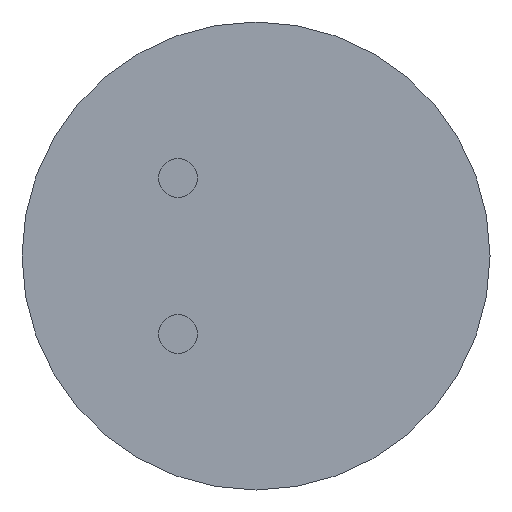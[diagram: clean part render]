
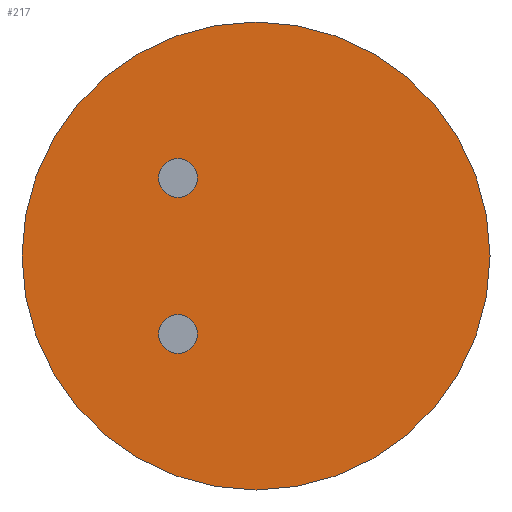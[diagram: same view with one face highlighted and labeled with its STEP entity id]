
A CAD part, front view. The second image highlights one B-rep face of the part: STEP entity #217.
In plain terms, the highlighted planar face has unit normal (0, -1, 0).
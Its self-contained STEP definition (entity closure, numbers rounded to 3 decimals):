
#32 = CIRCLE ( 'NONE', #548, 3. ) ;
#37 = CIRCLE ( 'NONE', #556, 0.25 ) ;
#41 = CIRCLE ( 'NONE', #558, 3. ) ;
#46 = CIRCLE ( 'NONE', #557, 0.25 ) ;
#51 = DIRECTION ( 'NONE',  ( 0., 0., 1. ) ) ;
#52 = CARTESIAN_POINT ( 'NONE',  ( -1., 0., -1. ) ) ;
#55 = DIRECTION ( 'NONE',  ( 0., -1., 0. ) ) ;
#61 = CARTESIAN_POINT ( 'NONE',  ( -1., 0., 1. ) ) ;
#66 = DIRECTION ( 'NONE',  ( 0., 0., 1. ) ) ;
#80 = CARTESIAN_POINT ( 'NONE',  ( -1., 0., -1.25 ) ) ;
#81 = CARTESIAN_POINT ( 'NONE',  ( 0., 0., 3. ) ) ;
#89 = VERTEX_POINT ( 'NONE', #162 ) ;
#90 = VERTEX_POINT ( 'NONE', #80 ) ;
#97 = CARTESIAN_POINT ( 'NONE',  ( -1., 0., -0.75 ) ) ;
#102 = CARTESIAN_POINT ( 'NONE',  ( 0., 0., -3. ) ) ;
#121 = VERTEX_POINT ( 'NONE', #97 ) ;
#122 = VERTEX_POINT ( 'NONE', #81 ) ;
#123 = VERTEX_POINT ( 'NONE', #152 ) ;
#144 = DIRECTION ( 'NONE',  ( 0., 0., 1. ) ) ;
#145 = PLANE ( 'NONE',  #527 ) ;
#152 = CARTESIAN_POINT ( 'NONE',  ( -1., 0., 1.25 ) ) ;
#159 = VERTEX_POINT ( 'NONE', #102 ) ;
#162 = CARTESIAN_POINT ( 'NONE',  ( -1., 0., 0.75 ) ) ;
#163 = DIRECTION ( 'NONE',  ( 0., -1., 0. ) ) ;
#168 = DIRECTION ( 'NONE',  ( 0., 1., 0. ) ) ;
#182 = CARTESIAN_POINT ( 'NONE',  ( 0., 0., 0. ) ) ;
#217 = ADVANCED_FACE ( 'NONE', ( #289, #283, #279 ), #145, .F. ) ;
#230 = EDGE_LOOP ( 'NONE', ( #342, #281 ) ) ;
#233 = EDGE_LOOP ( 'NONE', ( #329, #341 ) ) ;
#243 = EDGE_LOOP ( 'NONE', ( #343, #330 ) ) ;
#279 = FACE_BOUND ( 'NONE', #243, .T. ) ;
#281 = ORIENTED_EDGE ( 'NONE', *, *, #500, .F. ) ;
#283 = FACE_OUTER_BOUND ( 'NONE', #230, .T. ) ;
#289 = FACE_BOUND ( 'NONE', #233, .T. ) ;
#329 = ORIENTED_EDGE ( 'NONE', *, *, #505, .F. ) ;
#330 = ORIENTED_EDGE ( 'NONE', *, *, #487, .F. ) ;
#341 = ORIENTED_EDGE ( 'NONE', *, *, #485, .F. ) ;
#342 = ORIENTED_EDGE ( 'NONE', *, *, #506, .F. ) ;
#343 = ORIENTED_EDGE ( 'NONE', *, *, #504, .F. ) ;
#413 = DIRECTION ( 'NONE',  ( 0., 0., 1. ) ) ;
#414 = DIRECTION ( 'NONE',  ( 0., 1., 0. ) ) ;
#418 = DIRECTION ( 'NONE',  ( 0., 0., 1. ) ) ;
#420 = DIRECTION ( 'NONE',  ( 0., -1., 0. ) ) ;
#423 = DIRECTION ( 'NONE',  ( 0., 0., 1. ) ) ;
#425 = DIRECTION ( 'NONE',  ( 0., -1., 0. ) ) ;
#426 = CARTESIAN_POINT ( 'NONE',  ( 0., 0., 0. ) ) ;
#429 = CARTESIAN_POINT ( 'NONE',  ( -1., 0., 1. ) ) ;
#432 = CARTESIAN_POINT ( 'NONE',  ( -1., 0., -1. ) ) ;
#439 = DIRECTION ( 'NONE',  ( 0., 0., 1. ) ) ;
#440 = DIRECTION ( 'NONE',  ( 0., 1., 0. ) ) ;
#441 = CARTESIAN_POINT ( 'NONE',  ( 0., 0., 0. ) ) ;
#453 = CIRCLE ( 'NONE', #545, 0.25 ) ;
#456 = CIRCLE ( 'NONE', #541, 0.25 ) ;
#485 = EDGE_CURVE ( 'NONE', #89, #123, #453, .T. ) ;
#487 = EDGE_CURVE ( 'NONE', #90, #121, #456, .T. ) ;
#500 = EDGE_CURVE ( 'NONE', #122, #159, #32, .T. ) ;
#504 = EDGE_CURVE ( 'NONE', #121, #90, #37, .T. ) ;
#505 = EDGE_CURVE ( 'NONE', #123, #89, #46, .T. ) ;
#506 = EDGE_CURVE ( 'NONE', #159, #122, #41, .T. ) ;
#527 = AXIS2_PLACEMENT_3D ( 'NONE', #182, #168, #144 ) ;
#541 = AXIS2_PLACEMENT_3D ( 'NONE', #52, #55, #51 ) ;
#545 = AXIS2_PLACEMENT_3D ( 'NONE', #61, #163, #66 ) ;
#548 = AXIS2_PLACEMENT_3D ( 'NONE', #441, #440, #439 ) ;
#556 = AXIS2_PLACEMENT_3D ( 'NONE', #432, #425, #423 ) ;
#557 = AXIS2_PLACEMENT_3D ( 'NONE', #429, #420, #418 ) ;
#558 = AXIS2_PLACEMENT_3D ( 'NONE', #426, #414, #413 ) ;
